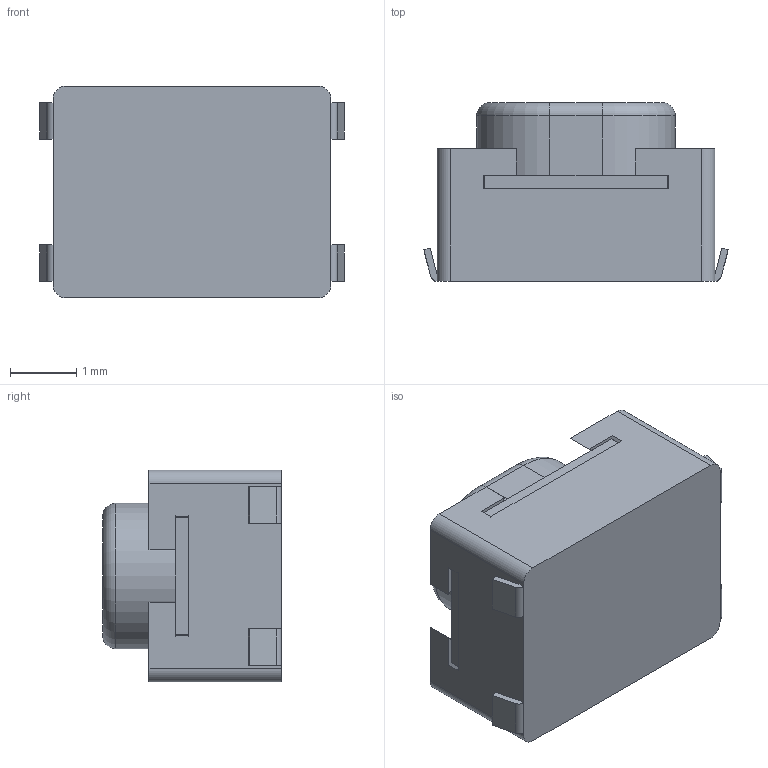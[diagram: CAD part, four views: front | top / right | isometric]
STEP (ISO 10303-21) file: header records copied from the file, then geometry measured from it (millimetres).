
FILE_DESCRIPTION(('FreeCAD Model'),'2;1');
FILE_NAME('Open CASCADE Shape Model','2025-05-17T12:05:40',('Author'),( ''),'Open CASCADE STEP processor 7.8','FreeCAD','Unknown');
FILE_SCHEMA(('AUTOMOTIVE_DESIGN { 1 0 10303 214 1 1 1 1 }'));
Length unit declared in the file: millimetre
Products named in the file (8): PTS810SJK250SMTR LFS007; PTS810SJK250SMTR LFS; PTS810SJK250SMTR LFS001; PTS810SJK250SMTR LFS002; PTS810SJK250SMTR LFS003; PTS810SJK250SMTR LFS004; PTS810SJK250SMTR LFS005; PTS810SJK250SMTR LFS006
Assembly tree (7 placements, depth 2):
  PTS810SJK250SMTR LFS007
    PTS810SJK250SMTR LFS
    PTS810SJK250SMTR LFS001
    PTS810SJK250SMTR LFS002
    PTS810SJK250SMTR LFS003
    PTS810SJK250SMTR LFS004
    PTS810SJK250SMTR LFS005
    PTS810SJK250SMTR LFS006
Bounding box: 4.6 x 2.7 x 3.2 mm (x, y, z)
Volume: 28.4 mm3; surface area: 98.6 mm2
Topology: 7 solids, 7 shells, 78 faces, 188 edges, 124 vertices
Faces by surface type: plane 62, cylinder 14, torus 2
Entity records: 2451 total; most frequent: CARTESIAN_POINT 398, DIRECTION 390, ORIENTED_EDGE 376, EDGE_CURVE 188, LINE 158, VECTOR 158, VERTEX_POINT 124, AXIS2_PLACEMENT_3D 116
